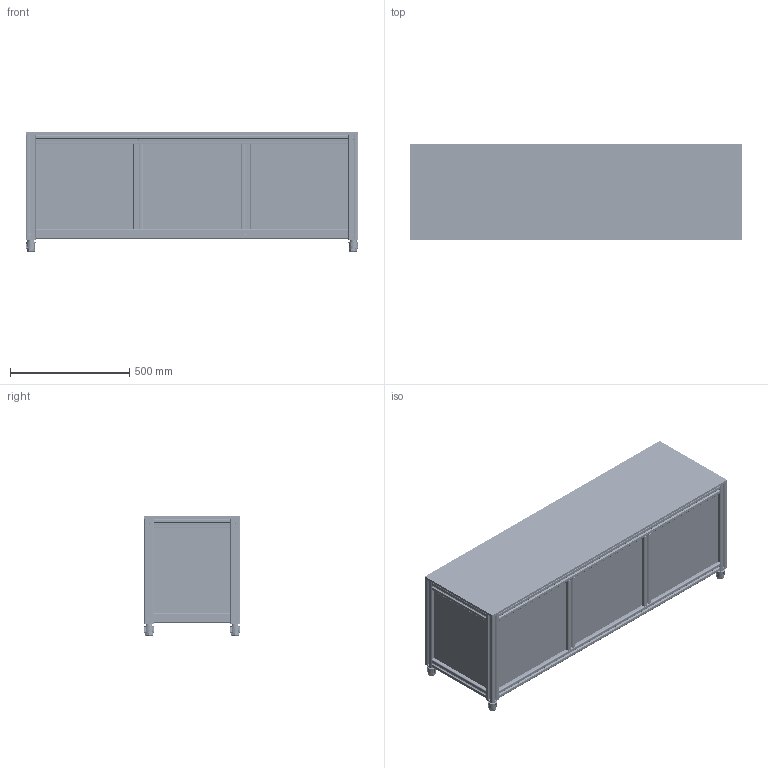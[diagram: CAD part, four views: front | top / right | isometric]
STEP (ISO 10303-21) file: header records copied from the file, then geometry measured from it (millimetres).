
FILE_DESCRIPTION(('STEP AP214'),'1');
FILE_NAME('Banc avec rangement.stp','2025-04-07T12:11:40',(' '),(' '),'Spatial InterOp 3D',' ',' ');
FILE_SCHEMA(('AUTOMOTIVE_DESIGN { 1 0 10303 214 1 1 1 1 }'));
Length unit declared in the file: millimetre
Products named in the file (70): Kit de fixation; Vis FHC - M6x20; Écrou 8 St M6; Banc avec rangement; Embout 8 40x16 gris; Elément d'accrochage 8 40x16; Profilé 8 40x16; Pied réglable 8 PA 40; 1; 2; 3; PanneauCompletEnApplique; Stratifié compact 10mm, blanc; Fixation hors standard 8-40; Vis BHC - M8x18; Rondelle M 8; Profilé 8 40x40 léger; PanneauCompletEnRainure; Profil U; Stratifié compact 4mm, blanc
Assembly tree (143 placements, depth 4):
  Banc avec rangement
    Kit de fixation  x6
      Vis FHC - M6x20
      Écrou 8 St M6
    Embout 8 40x16 gris  x6
    Profilé 8 40x16  x3
    Pied réglable 8 PA 40
      1
      Pied réglable 8 PA 40
        2
        3
    Pied réglable 8 PA 40
      1
      Pied réglable 8 PA 40
        2
        3
    Pied réglable 8 PA 40
      1
      Pied réglable 8 PA 40
        2
        3
    Pied réglable 8 PA 40
      1
      Pied réglable 8 PA 40
        2
        3
    PanneauCompletEnApplique
      Stratifié compact 10mm, blanc
    PanneauCompletEnApplique
      Stratifié compact 10mm, blanc
    PanneauCompletEnApplique
      Stratifié compact 10mm, blanc
    Fixation hors standard 8-40  x32
      Vis BHC - M8x18
      Rondelle M 8
    Profilé 8 40x40 léger
    Profilé 8 40x40 léger
    PanneauCompletEnRainure
      Profil U  x2
      Profil U  x2
      Stratifié compact 4mm, blanc
    PanneauCompletEnRainure
      Profil U  x2
      Profil U  x2
      Stratifié compact 4mm, blanc
    PanneauCompletEnRainure
      Profil U  x2
      Profil U  x2
      Stratifié compact 4mm, blanc
    PanneauCompletEnRainure
      Profil U  x2
      Profil U  x2
      Stratifié compact 4mm, blanc
    PanneauCompletEnRainure
      Profil U  x2
      Profil U  x2
      Stratifié compact 4mm, blanc
    PanneauCompletEnRainure
      Profil U  x2
      Profil U  x2
Bounding box: 1390 x 400 x 499.38 mm (x, y, z)
Volume: 21711613.3 mm3; surface area: 10104857.8 mm2
Topology: 162 solids, 168 shells, 7212 faces, 19655 edges, 12915 vertices
Faces by surface type: plane 3922, cylinder 2584, extrusion 372, cone 242, torus 36, sphere 32, bspline 24
Full cylindrical faces by diameter (mm): 4 x6, 4.98 x6, 5 x6, 5.1 x12, 6 x12, 6.5 x22, 6.78 x32, 6.8 x72, 7 x64, 8 x68, 8.4 x40, 10 x4, 11.34 x6, 14 x4, 16 x32, 21 x4, 23 x4, 26 x4, 28 x4, 29.5 x4
Entity records: 185933 total; most frequent: CARTESIAN_POINT 28998, DIRECTION 22760, ORIENTED_EDGE 22444, EDGE_CURVE 11224, AXIS2_PLACEMENT_3D 7747, VERTEX_POINT 7557, VECTOR 7266, LINE 7204
